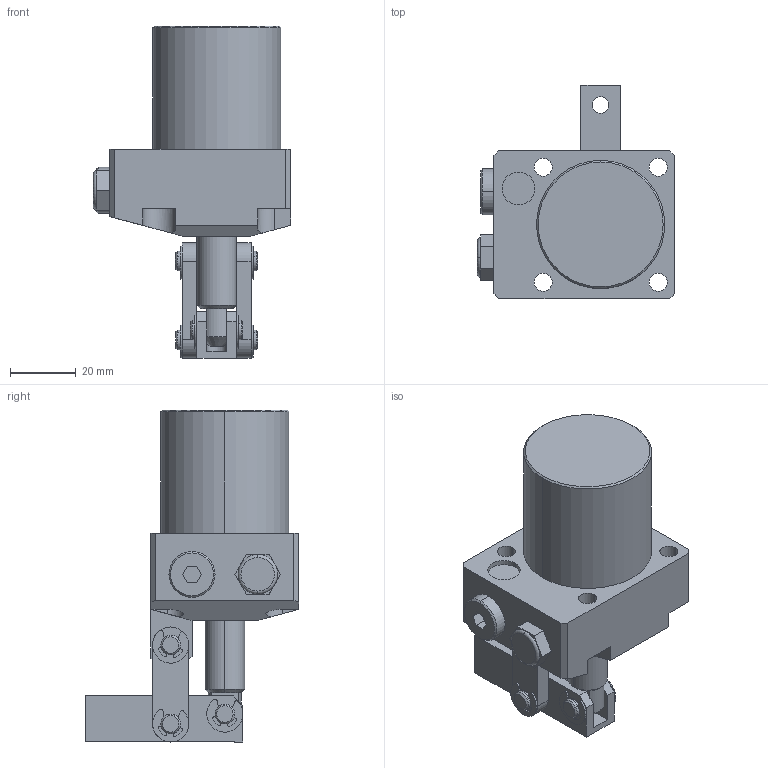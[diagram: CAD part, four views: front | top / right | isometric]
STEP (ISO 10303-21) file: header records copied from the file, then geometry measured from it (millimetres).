
FILE_DESCRIPTION (( 'STEP AP214' ), '1' );
FILE_NAME ('CCLT-02R.STEP', '2020-11-27T03:23:05', ( 'PC' ), ( '' ), 'SwSTEP 2.0', 'SolidWorks 2016', '' );
FILE_SCHEMA (( 'AUTOMOTIVE_DESIGN' ));
Length unit declared in the file: millimetre
Products named in the file (7): yabi; liangan; kahaung; duanxiao; changxiao; benti-02R; CCLT-02R
Assembly tree (13 placements, depth 2):
  CCLT-02R
    benti-02R
    changxiao  x2
    duanxiao
    kahaung  x6
    liangan  x2
    yabi
Bounding box: 60 x 65 x 101 mm (x, y, z)
Volume: 117849.3 mm3; surface area: 25749.2 mm2
Topology: 13 solids, 13 shells, 347 faces, 873 edges, 570 vertices
Faces by surface type: cylinder 177, plane 146, cone 22, torus 2
Entity records: 6218 total; most frequent: DIRECTION 1074, CARTESIAN_POINT 1066, ORIENTED_EDGE 956, EDGE_CURVE 478, AXIS2_PLACEMENT_3D 396, VERTEX_POINT 308, LINE 282, VECTOR 282
